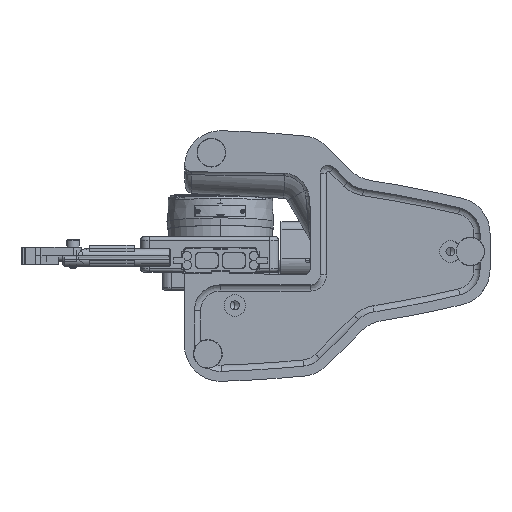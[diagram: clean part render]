
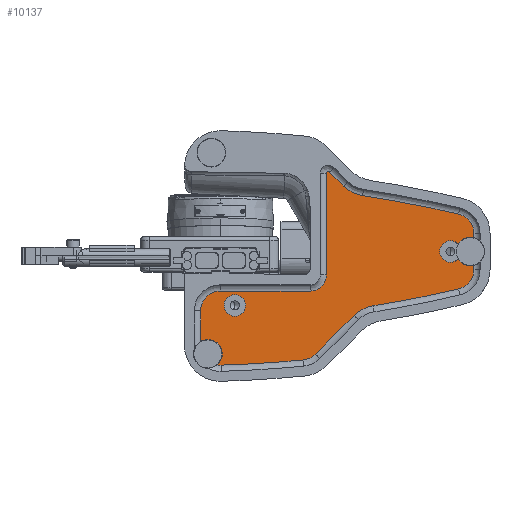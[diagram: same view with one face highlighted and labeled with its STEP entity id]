
A CAD part, front view. The second image highlights one B-rep face of the part: STEP entity #10137.
In plain terms, the highlighted planar face has unit normal (0, -1, 0).
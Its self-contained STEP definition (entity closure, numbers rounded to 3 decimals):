
#3103=CARTESIAN_POINT('',(141.,2.,12.746));
#3127=CARTESIAN_POINT('',(8.,2.,-25.));
#3128=DIRECTION('',(0.,-1.,0.));
#3129=DIRECTION('',(0.,0.,-1.));
#3130=AXIS2_PLACEMENT_3D('',#3127,#3128,#3129);
#3132=CARTESIAN_POINT('',(8.,2.,-25.));
#3133=DIRECTION('',(0.,-1.,0.));
#3134=DIRECTION('',(0.,0.,1.));
#3135=AXIS2_PLACEMENT_3D('',#3132,#3133,#3134);
#3137=CARTESIAN_POINT('',(139.,2.,5.));
#3138=DIRECTION('',(0.,-1.,0.));
#3139=DIRECTION('',(-0.847,0.,-0.532));
#3140=AXIS2_PLACEMENT_3D('',#3137,#3138,#3139);
#3142=DIRECTION('',(0.,0.,-1.));
#3143=VECTOR('',#3142,2.347);
#3144=CARTESIAN_POINT('',(141.,2.,-2.746));
#3145=LINE('',#3144,#3143);
#3146=CARTESIAN_POINT('',(130.,2.,-5.093));
#3147=DIRECTION('',(0.,1.,0.));
#3148=DIRECTION('',(1.,0.,0.));
#3149=AXIS2_PLACEMENT_3D('',#3146,#3147,#3148);
#3151=CARTESIAN_POINT('',(-20.,2.,632.5));
#3152=DIRECTION('',(0.,1.,0.));
#3153=DIRECTION('',(0.229,0.,-0.973));
#3154=AXIS2_PLACEMENT_3D('',#3151,#3152,#3153);
#3156=CARTESIAN_POINT('',(87.857,2.,-43.955));
#3157=DIRECTION('',(0.,-1.,0.));
#3158=DIRECTION('',(-0.157,0.,0.988));
#3159=AXIS2_PLACEMENT_3D('',#3156,#3157,#3158);
#3161=DIRECTION('',(-0.707,0.,-0.707));
#3162=VECTOR('',#3161,30.609);
#3163=CARTESIAN_POINT('',(74.422,2.,-30.52));
#3164=LINE('',#3163,#3162);
#3165=CARTESIAN_POINT('',(45.,2.,-44.386));
#3166=DIRECTION('',(0.,1.,0.));
#3167=DIRECTION('',(0.707,0.,-0.707));
#3168=AXIS2_PLACEMENT_3D('',#3165,#3166,#3167);
#3170=CARTESIAN_POINT('',(-20.,2.,632.5));
#3171=DIRECTION('',(0.,1.,0.));
#3172=DIRECTION('',(0.096,0.,-0.995));
#3173=AXIS2_PLACEMENT_3D('',#3170,#3171,#3172);
#3175=CARTESIAN_POINT('',(0.,2.,-47.206));
#3176=DIRECTION('',(0.,1.,0.));
#3177=DIRECTION('',(0.029,0.,-1.));
#3178=AXIS2_PLACEMENT_3D('',#3175,#3176,#3177);
#3180=CARTESIAN_POINT('',(-7.,2.,-52.));
#3181=DIRECTION('',(0.,-1.,0.));
#3182=DIRECTION('',(0.653,0.,-0.758));
#3183=AXIS2_PLACEMENT_3D('',#3180,#3181,#3182);
#3185=CARTESIAN_POINT('',(-7.,2.,-52.));
#3186=DIRECTION('',(0.,-1.,0.));
#3187=DIRECTION('',(0.,0.,1.));
#3188=AXIS2_PLACEMENT_3D('',#3185,#3186,#3187);
#3190=DIRECTION('',(0.,0.,1.));
#3191=VECTOR('',#3190,17.072);
#3192=CARTESIAN_POINT('',(-11.,2.,-45.072));
#3193=LINE('',#3192,#3191);
#3194=CARTESIAN_POINT('',(0.,2.,-28.));
#3195=DIRECTION('',(0.,1.,0.));
#3196=DIRECTION('',(-1.,0.,0.));
#3197=AXIS2_PLACEMENT_3D('',#3194,#3195,#3196);
#3199=DIRECTION('',(1.,0.,0.));
#3200=VECTOR('',#3199,50.);
#3201=CARTESIAN_POINT('',(0.,2.,-17.));
#3202=LINE('',#3201,#3200);
#3203=CARTESIAN_POINT('',(50.,2.,-8.));
#3204=DIRECTION('',(0.,-1.,0.));
#3205=DIRECTION('',(0.,0.,-1.));
#3206=AXIS2_PLACEMENT_3D('',#3203,#3204,#3205);
#3208=DIRECTION('',(0.,0.,1.));
#3209=VECTOR('',#3208,56.505);
#3210=CARTESIAN_POINT('',(59.,2.,-8.));
#3211=LINE('',#3210,#3209);
#3212=CARTESIAN_POINT('',(60.,2.,48.505));
#3213=DIRECTION('',(0.,1.,0.));
#3214=DIRECTION('',(-1.,0.,0.));
#3215=AXIS2_PLACEMENT_3D('',#3212,#3213,#3214);
#3217=DIRECTION('',(0.707,0.,-0.707));
#3218=VECTOR('',#3217,10.99);
#3219=CARTESIAN_POINT('',(60.707,2.,49.212));
#3220=LINE('',#3219,#3218);
#3221=CARTESIAN_POINT('',(81.913,2.,54.876));
#3222=DIRECTION('',(0.,-1.,0.));
#3223=DIRECTION('',(-0.707,0.,-0.707));
#3224=AXIS2_PLACEMENT_3D('',#3221,#3222,#3223);
#3226=CARTESIAN_POINT('',(-20.,2.,-622.5));
#3227=DIRECTION('',(0.,1.,0.));
#3228=DIRECTION('',(0.149,0.,0.989));
#3229=AXIS2_PLACEMENT_3D('',#3226,#3227,#3228);
#3231=CARTESIAN_POINT('',(130.,2.,15.093));
#3232=DIRECTION('',(0.,1.,0.));
#3233=DIRECTION('',(0.229,0.,0.973));
#3234=AXIS2_PLACEMENT_3D('',#3231,#3232,#3233);
#3236=DIRECTION('',(0.,0.,-1.));
#3237=VECTOR('',#3236,2.347);
#3238=CARTESIAN_POINT('',(141.,2.,15.093));
#3239=LINE('',#3238,#3237);
#3240=CARTESIAN_POINT('',(139.,2.,5.));
#3241=DIRECTION('',(0.,-1.,0.));
#3242=DIRECTION('',(0.25,0.,0.968));
#3243=AXIS2_PLACEMENT_3D('',#3240,#3241,#3242);
#3245=CARTESIAN_POINT('',(128.,2.,5.));
#3246=DIRECTION('',(0.,-1.,0.));
#3247=DIRECTION('',(0.705,0.,0.71));
#3248=AXIS2_PLACEMENT_3D('',#3245,#3246,#3247);
#3250=CARTESIAN_POINT('',(128.,2.,5.));
#3251=DIRECTION('',(0.,-1.,0.));
#3252=DIRECTION('',(0.,0.,1.));
#3253=AXIS2_PLACEMENT_3D('',#3250,#3251,#3252);
#3255=CARTESIAN_POINT('',(128.,2.,5.));
#3256=DIRECTION('',(0.,-1.,0.));
#3257=DIRECTION('',(0.,0.,-1.));
#3258=AXIS2_PLACEMENT_3D('',#3255,#3256,#3257);
#3632=CARTESIAN_POINT('',(50.,2.,-17.));
#3633=CARTESIAN_POINT('',(59.,2.,-8.));
#3634=VERTEX_POINT('',#3632);
#3635=VERTEX_POINT('',#3633);
#3636=CARTESIAN_POINT('',(59.,2.,48.505));
#3637=VERTEX_POINT('',#3636);
#3638=CARTESIAN_POINT('',(60.707,2.,49.212));
#3639=VERTEX_POINT('',#3638);
#3640=CARTESIAN_POINT('',(68.478,2.,41.441));
#3641=VERTEX_POINT('',#3640);
#3642=CARTESIAN_POINT('',(79.086,2.,36.088));
#3643=VERTEX_POINT('',#3642);
#3644=CARTESIAN_POINT('',(132.519,2.,25.801));
#3645=VERTEX_POINT('',#3644);
#3646=CARTESIAN_POINT('',(141.,2.,15.093));
#3647=VERTEX_POINT('',#3646);
#3648=CARTESIAN_POINT('',(141.,2.,-5.093));
#3649=CARTESIAN_POINT('',(132.519,2.,-15.801));
#3650=VERTEX_POINT('',#3648);
#3651=VERTEX_POINT('',#3649);
#3652=CARTESIAN_POINT('',(84.866,2.,-25.192));
#3653=VERTEX_POINT('',#3652);
#3654=CARTESIAN_POINT('',(74.422,2.,-30.52));
#3655=VERTEX_POINT('',#3654);
#3656=CARTESIAN_POINT('',(52.778,2.,-52.164));
#3657=VERTEX_POINT('',#3656);
#3658=CARTESIAN_POINT('',(46.051,2.,-55.336));
#3659=VERTEX_POINT('',#3658);
#3660=CARTESIAN_POINT('',(0.324,2.,-58.201));
#3661=VERTEX_POINT('',#3660);
#3662=CARTESIAN_POINT('',(-11.,2.,-28.));
#3663=CARTESIAN_POINT('',(0.,2.,-17.));
#3664=VERTEX_POINT('',#3662);
#3665=VERTEX_POINT('',#3663);
#4032=CARTESIAN_POINT('',(128.,2.,11.));
#4033=CARTESIAN_POINT('',(128.,2.,-1.));
#4034=VERTEX_POINT('',#4032);
#4035=VERTEX_POINT('',#4033);
#4040=CARTESIAN_POINT('',(8.,2.,-31.));
#4041=CARTESIAN_POINT('',(8.,2.,-19.));
#4042=VERTEX_POINT('',#4040);
#4043=VERTEX_POINT('',#4041);
#4048=CARTESIAN_POINT('',(-11.,2.,-45.072));
#4049=CARTESIAN_POINT('',(-7.,2.,-44.));
#4050=VERTEX_POINT('',#4048);
#4051=VERTEX_POINT('',#4049);
#4052=CARTESIAN_POINT('',(-1.779,2.,-58.061));
#4053=VERTEX_POINT('',#4052);
#4063=VERTEX_POINT('',#3103);
#4068=CARTESIAN_POINT('',(132.227,2.,0.742));
#4069=VERTEX_POINT('',#4068);
#4070=CARTESIAN_POINT('',(132.227,2.,9.258));
#4071=VERTEX_POINT('',#4070);
#4072=CARTESIAN_POINT('',(141.,2.,-2.746));
#4073=VERTEX_POINT('',#4072);
#10074=CARTESIAN_POINT('',(-20.,2.,5.));
#10075=DIRECTION('',(0.,-1.,0.));
#10076=DIRECTION('',(1.,0.,0.));
#10077=AXIS2_PLACEMENT_3D('',#10074,#10075,#10076);
#10078=PLANE('',#10077);
#10080=ORIENTED_EDGE('',*,*,#10079,.T.);
#10081=ORIENTED_EDGE('',*,*,#10069,.T.);
#10083=ORIENTED_EDGE('',*,*,#10082,.T.);
#10085=ORIENTED_EDGE('',*,*,#10084,.T.);
#10087=ORIENTED_EDGE('',*,*,#10086,.T.);
#10089=ORIENTED_EDGE('',*,*,#10088,.T.);
#10091=ORIENTED_EDGE('',*,*,#10090,.T.);
#10093=ORIENTED_EDGE('',*,*,#10092,.T.);
#10095=ORIENTED_EDGE('',*,*,#10094,.T.);
#10097=ORIENTED_EDGE('',*,*,#10096,.T.);
#10099=ORIENTED_EDGE('',*,*,#10098,.T.);
#10101=ORIENTED_EDGE('',*,*,#10100,.T.);
#10103=ORIENTED_EDGE('',*,*,#10102,.T.);
#10105=ORIENTED_EDGE('',*,*,#10104,.T.);
#10107=ORIENTED_EDGE('',*,*,#10106,.T.);
#10109=ORIENTED_EDGE('',*,*,#10108,.T.);
#10111=ORIENTED_EDGE('',*,*,#10110,.T.);
#10113=ORIENTED_EDGE('',*,*,#10112,.T.);
#10115=ORIENTED_EDGE('',*,*,#10114,.T.);
#10117=ORIENTED_EDGE('',*,*,#10116,.T.);
#10119=ORIENTED_EDGE('',*,*,#10118,.T.);
#10120=ORIENTED_EDGE('',*,*,#10051,.T.);
#10122=ORIENTED_EDGE('',*,*,#10121,.T.);
#10124=ORIENTED_EDGE('',*,*,#10123,.T.);
#10126=ORIENTED_EDGE('',*,*,#10125,.T.);
#10128=ORIENTED_EDGE('',*,*,#10127,.T.);
#10129=EDGE_LOOP('',(#10080,#10081,#10083,#10085,#10087,#10089,#10091,#10093,
#10095,#10097,#10099,#10101,#10103,#10105,#10107,#10109,#10111,#10113,#10115,
#10117,#10119,#10120,#10122,#10124,#10126,#10128));
#10130=FACE_OUTER_BOUND('',#10129,.F.);
#10132=ORIENTED_EDGE('',*,*,#10131,.T.);
#10134=ORIENTED_EDGE('',*,*,#10133,.T.);
#10135=EDGE_LOOP('',(#10132,#10134));
#10136=FACE_BOUND('',#10135,.F.);
#10137=ADVANCED_FACE('',(#10130,#10136),#10078,.T.);
#3131=CIRCLE('',#3130,6.);
#3136=CIRCLE('',#3135,6.);
#3141=CIRCLE('',#3140,8.);
#3150=CIRCLE('',#3149,11.);
#3155=CIRCLE('',#3154,666.);
#3160=CIRCLE('',#3159,19.);
#3169=CIRCLE('',#3168,11.);
#3174=CIRCLE('',#3173,691.);
#3179=CIRCLE('',#3178,11.);
#3184=CIRCLE('',#3183,8.);
#3189=CIRCLE('',#3188,8.);
#3198=CIRCLE('',#3197,11.);
#3207=CIRCLE('',#3206,9.);
#3216=CIRCLE('',#3215,1.);
#3225=CIRCLE('',#3224,19.);
#3230=CIRCLE('',#3229,666.);
#3235=CIRCLE('',#3234,11.);
#3244=CIRCLE('',#3243,8.);
#3249=CIRCLE('',#3248,6.);
#3254=CIRCLE('',#3253,6.);
#3259=CIRCLE('',#3258,6.);
#10051=EDGE_CURVE('',#3647,#4063,#3239,.T.);
#10069=EDGE_CURVE('',#4073,#3650,#3145,.T.);
#10079=EDGE_CURVE('',#4069,#4073,#3141,.T.);
#10082=EDGE_CURVE('',#3650,#3651,#3150,.T.);
#10084=EDGE_CURVE('',#3651,#3653,#3155,.T.);
#10086=EDGE_CURVE('',#3653,#3655,#3160,.T.);
#10088=EDGE_CURVE('',#3655,#3657,#3164,.T.);
#10090=EDGE_CURVE('',#3657,#3659,#3169,.T.);
#10092=EDGE_CURVE('',#3659,#3661,#3174,.T.);
#10094=EDGE_CURVE('',#3661,#4053,#3179,.T.);
#10096=EDGE_CURVE('',#4053,#4051,#3184,.T.);
#10098=EDGE_CURVE('',#4051,#4050,#3189,.T.);
#10100=EDGE_CURVE('',#4050,#3664,#3193,.T.);
#10102=EDGE_CURVE('',#3664,#3665,#3198,.T.);
#10104=EDGE_CURVE('',#3665,#3634,#3202,.T.);
#10106=EDGE_CURVE('',#3634,#3635,#3207,.T.);
#10108=EDGE_CURVE('',#3635,#3637,#3211,.T.);
#10110=EDGE_CURVE('',#3637,#3639,#3216,.T.);
#10112=EDGE_CURVE('',#3639,#3641,#3220,.T.);
#10114=EDGE_CURVE('',#3641,#3643,#3225,.T.);
#10116=EDGE_CURVE('',#3643,#3645,#3230,.T.);
#10118=EDGE_CURVE('',#3645,#3647,#3235,.T.);
#10121=EDGE_CURVE('',#4063,#4071,#3244,.T.);
#10123=EDGE_CURVE('',#4071,#4034,#3249,.T.);
#10125=EDGE_CURVE('',#4034,#4035,#3254,.T.);
#10127=EDGE_CURVE('',#4035,#4069,#3259,.T.);
#10131=EDGE_CURVE('',#4042,#4043,#3131,.T.);
#10133=EDGE_CURVE('',#4043,#4042,#3136,.T.);
